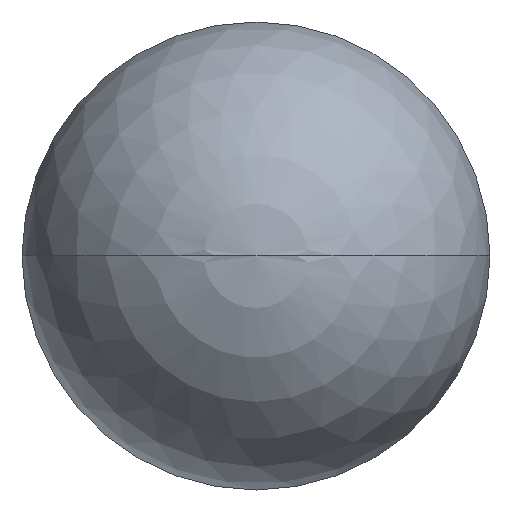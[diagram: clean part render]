
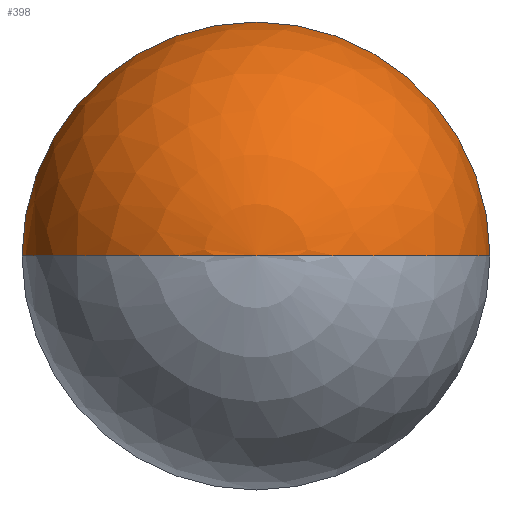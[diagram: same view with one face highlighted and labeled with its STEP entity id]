
A CAD part, left-side view. The second image highlights one B-rep face of the part: STEP entity #398.
In plain terms, the highlighted spherical face has radius 2 mm.
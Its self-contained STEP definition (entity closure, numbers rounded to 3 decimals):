
#220=EDGE_CURVE('',#416,#280,#495,.T.);
#260=EDGE_CURVE('',#390,#416,#538,.T.);
#280=VERTEX_POINT('',#560);
#390=VERTEX_POINT('',#684);
#398=ADVANCED_FACE('',(#695),#696,.T.);
#416=VERTEX_POINT('',#717);
#418=EDGE_CURVE('',#280,#390,#719,.T.);
#495=CIRCLE('',#807,2.);
#538=CIRCLE('',#859,2.);
#560=CARTESIAN_POINT('',(2.,-2.,0.));
#684=CARTESIAN_POINT('',(0.,0.,0.));
#695=FACE_OUTER_BOUND('',#1044,.T.);
#696=SPHERICAL_SURFACE('',#1045,2.);
#717=CARTESIAN_POINT('',(2.,2.,0.));
#719=CIRCLE('',#1074,2.);
#807=AXIS2_PLACEMENT_3D('',#1132,#1133,#1134);
#859=AXIS2_PLACEMENT_3D('',#1190,#1191,#1192);
#1044=EDGE_LOOP('',(#1416,#1417,#1418));
#1045=AXIS2_PLACEMENT_3D('',#1419,#1420,#1421);
#1074=AXIS2_PLACEMENT_3D('',#1461,#1462,#1463);
#1132=CARTESIAN_POINT('',(2.,0.,0.));
#1133=DIRECTION('',(1.0,0.,0.));
#1134=DIRECTION('',(0.,1.0,0.));
#1190=CARTESIAN_POINT('',(2.,0.,0.));
#1191=DIRECTION('',(0.,0.,-1.0));
#1192=DIRECTION('',(0.0,-1.0,0.));
#1416=ORIENTED_EDGE('',*,*,#260,.F.);
#1417=ORIENTED_EDGE('',*,*,#418,.F.);
#1418=ORIENTED_EDGE('',*,*,#220,.F.);
#1419=CARTESIAN_POINT('',(2.,0.,0.));
#1420=DIRECTION('',(1.0,0.,0.));
#1421=DIRECTION('',(0.,1.0,0.));
#1461=CARTESIAN_POINT('',(2.,0.,0.));
#1462=DIRECTION('',(0.,0.,-1.0));
#1463=DIRECTION('',(0.0,-1.0,0.));
